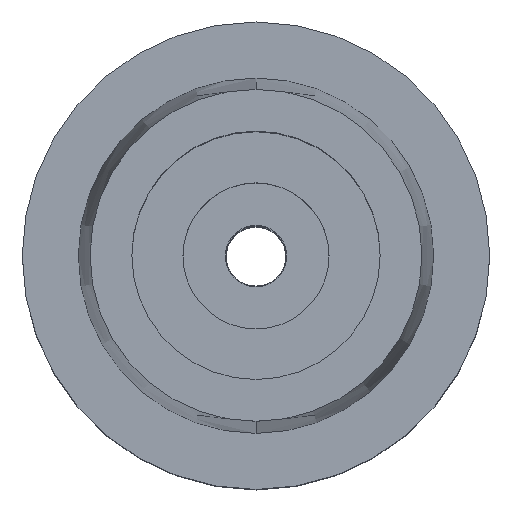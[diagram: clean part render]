
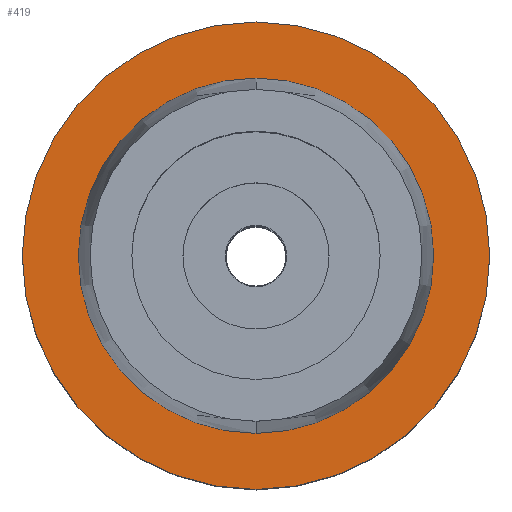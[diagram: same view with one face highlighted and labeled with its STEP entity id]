
A CAD part, top view. The second image highlights one B-rep face of the part: STEP entity #419.
In plain terms, the highlighted planar face has unit normal (0, 0, 1).
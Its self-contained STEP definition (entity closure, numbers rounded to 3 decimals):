
#28 = AXIS2_PLACEMENT_3D ( 'NONE', #2246, #1998, #543 ) ;
#137 = FACE_OUTER_BOUND ( 'NONE', #2160, .T. ) ;
#162 = DIRECTION ( 'NONE',  ( 0., 1., 0. ) ) ;
#343 = DIRECTION ( 'NONE',  ( 0., 0., -1. ) ) ;
#383 = CARTESIAN_POINT ( 'NONE',  ( 0., 12.16, 0. ) ) ;
#415 = VERTEX_POINT ( 'NONE', #954 ) ;
#419 = ADVANCED_FACE ( 'NONE', ( #137, #2642 ), #1612, .F. ) ;
#447 = VERTEX_POINT ( 'NONE', #383 ) ;
#543 = DIRECTION ( 'NONE',  ( 0., -1., 0. ) ) ;
#673 = VERTEX_POINT ( 'NONE', #1251 ) ;
#740 = AXIS2_PLACEMENT_3D ( 'NONE', #744, #1787, #162 ) ;
#744 = CARTESIAN_POINT ( 'NONE',  ( 0., 0., 0. ) ) ;
#748 = EDGE_CURVE ( 'NONE', #673, #447, #2332, .T. ) ;
#785 = DIRECTION ( 'NONE',  ( 0., 0., 1. ) ) ;
#914 = CIRCLE ( 'NONE', #2175, 16. ) ;
#915 = EDGE_LOOP ( 'NONE', ( #1107, #1477 ) ) ;
#954 = CARTESIAN_POINT ( 'NONE',  ( 0., -16., 0. ) ) ;
#1006 = CIRCLE ( 'NONE', #2266, 12.16 ) ;
#1107 = ORIENTED_EDGE ( 'NONE', *, *, #2231, .F. ) ;
#1162 = AXIS2_PLACEMENT_3D ( 'NONE', #1431, #1265, #2085 ) ;
#1251 = CARTESIAN_POINT ( 'NONE',  ( 0., -12.16, 0. ) ) ;
#1265 = DIRECTION ( 'NONE',  ( 0., 0., 1. ) ) ;
#1275 = EDGE_CURVE ( 'NONE', #1562, #415, #1339, .T. ) ;
#1339 = CIRCLE ( 'NONE', #740, 16. ) ;
#1431 = CARTESIAN_POINT ( 'NONE',  ( 0., 0., 0. ) ) ;
#1477 = ORIENTED_EDGE ( 'NONE', *, *, #748, .F. ) ;
#1548 = ORIENTED_EDGE ( 'NONE', *, *, #1577, .F. ) ;
#1562 = VERTEX_POINT ( 'NONE', #1940 ) ;
#1577 = EDGE_CURVE ( 'NONE', #415, #1562, #914, .T. ) ;
#1612 = PLANE ( 'NONE',  #28 ) ;
#1778 = CARTESIAN_POINT ( 'NONE',  ( 0., 0., 0. ) ) ;
#1787 = DIRECTION ( 'NONE',  ( 0., 0., -1. ) ) ;
#1798 = ORIENTED_EDGE ( 'NONE', *, *, #1275, .F. ) ;
#1940 = CARTESIAN_POINT ( 'NONE',  ( 0., 16., 0. ) ) ;
#1998 = DIRECTION ( 'NONE',  ( 0., 0., -1. ) ) ;
#2085 = DIRECTION ( 'NONE',  ( 0., -1., 0. ) ) ;
#2160 = EDGE_LOOP ( 'NONE', ( #1798, #1548 ) ) ;
#2175 = AXIS2_PLACEMENT_3D ( 'NONE', #1778, #343, #2176 ) ;
#2176 = DIRECTION ( 'NONE',  ( 0., -1., 0. ) ) ;
#2231 = EDGE_CURVE ( 'NONE', #447, #673, #1006, .T. ) ;
#2246 = CARTESIAN_POINT ( 'NONE',  ( 0., 0., 0. ) ) ;
#2266 = AXIS2_PLACEMENT_3D ( 'NONE', #2640, #785, #2472 ) ;
#2332 = CIRCLE ( 'NONE', #1162, 12.16 ) ;
#2472 = DIRECTION ( 'NONE',  ( 0., 1., 0. ) ) ;
#2640 = CARTESIAN_POINT ( 'NONE',  ( 0., 0., 0. ) ) ;
#2642 = FACE_BOUND ( 'NONE', #915, .T. ) ;
